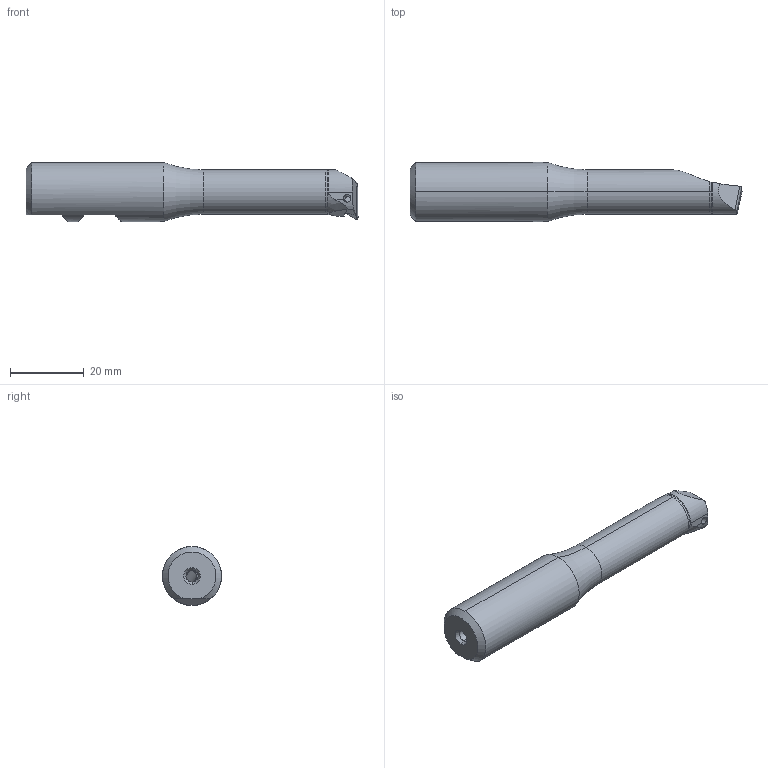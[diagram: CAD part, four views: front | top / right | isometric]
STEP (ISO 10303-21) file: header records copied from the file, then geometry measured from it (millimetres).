
FILE_DESCRIPTION (( 'STEP AP203' ), '1' );
FILE_NAME ('B54.015.T09.090.STEP', '2024-08-27T08:53:36', ( '' ), ( '' ), 'SwSTEP 2.0', 'SolidWorks 2022', '' );
FILE_SCHEMA (( 'CONFIG_CONTROL_DESIGN' ));
Length unit declared in the file: millimetre
Products named in the file (4): WCA-ER2.001.005_B; B15-WTH.016.090_A; B54.015.T09.090; TPGH090204
Assembly tree (3 placements, depth 2):
  B54.015.T09.090
    B15-WTH.016.090_A
    TPGH090204
    WCA-ER2.001.005_B
Bounding box: 90 x 16 x 16 mm (x, y, z)
Volume: 12062.1 mm3; surface area: 5020.1 mm2
Topology: 3 solids, 3 shells, 101 faces, 260 edges, 162 vertices
Faces by surface type: cylinder 39, plane 27, cone 23, torus 9, sphere 2, bspline 1
Entity records: 3746 total; most frequent: CARTESIAN_POINT 956, ORIENTED_EDGE 514, DIRECTION 492, EDGE_CURVE 257, AXIS2_PLACEMENT_3D 192, VERTEX_POINT 162, VECTOR 108, LINE 108
